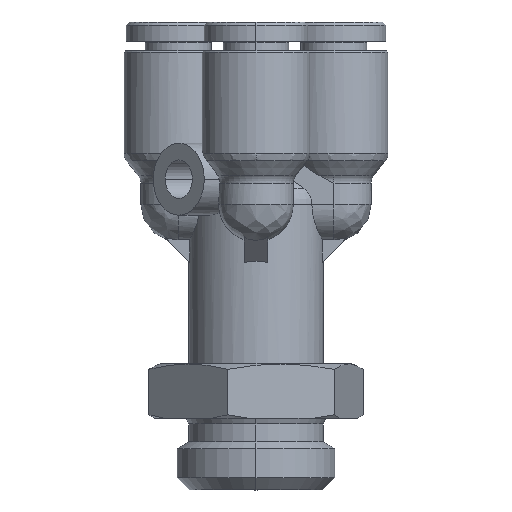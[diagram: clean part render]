
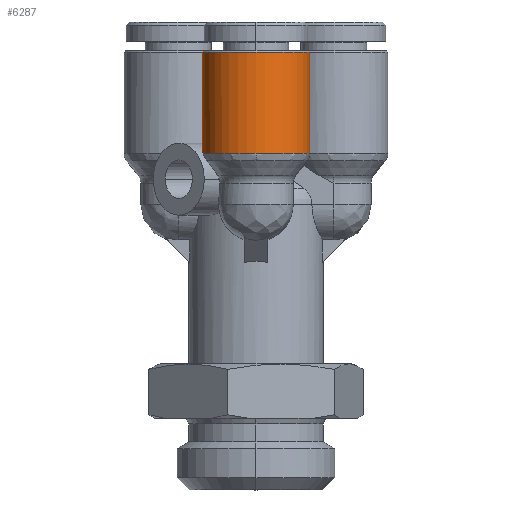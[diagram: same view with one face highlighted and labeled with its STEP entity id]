
A CAD part, left-side view. The second image highlights one B-rep face of the part: STEP entity #6287.
In plain terms, the highlighted cylindrical face has radius 4.5 mm (diameter 9 mm), a partial arc.
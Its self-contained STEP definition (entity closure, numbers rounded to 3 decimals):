
#202 = B_SPLINE_CURVE_WITH_KNOTS ( 'NONE', 3,
 ( #50651, #11106, #19896, #11271 ),
 .UNSPECIFIED., .F., .F.,
 ( 4, 4 ),
 ( 0., 0.001 ),
 .UNSPECIFIED. ) ;
#326 = EDGE_CURVE ( 'NONE', #56992, #10285, #45944, .T. ) ;
#3789 = VERTEX_POINT ( 'NONE', #7348 ) ;
#4702 = DIRECTION ( 'NONE',  ( 0., 1., 0. ) ) ;
#4733 = VERTEX_POINT ( 'NONE', #4776 ) ;
#4776 = CARTESIAN_POINT ( 'NONE',  ( -7.632, 0., -32.976 ) ) ;
#5159 = CARTESIAN_POINT ( 'NONE',  ( -2.682, 4.5, -28.476 ) ) ;
#6287 = ADVANCED_FACE ( 'NONE', ( #32578 ), #29822, .T. ) ;
#7005 = CIRCLE ( 'NONE', #11216, 4.5 ) ;
#7194 = DIRECTION ( 'NONE',  ( 1., 0., 0. ) ) ;
#7252 = VECTOR ( 'NONE', #21348, 1000. ) ;
#7348 = CARTESIAN_POINT ( 'NONE',  ( 0.322, 4.5, -28.476 ) ) ;
#8669 = CARTESIAN_POINT ( 'NONE',  ( 0.825, 0., -28.476 ) ) ;
#9142 = CARTESIAN_POINT ( 'NONE',  ( -7.632, 0., -28.476 ) ) ;
#10285 = VERTEX_POINT ( 'NONE', #55488 ) ;
#11106 = CARTESIAN_POINT ( 'NONE',  ( 0.606, 4.465, -29.096 ) ) ;
#11216 = AXIS2_PLACEMENT_3D ( 'NONE', #25925, #34618, #17463 ) ;
#11271 = CARTESIAN_POINT ( 'NONE',  ( 0.322, 4.5, -28.476 ) ) ;
#11366 = EDGE_CURVE ( 'NONE', #55592, #56992, #7005, .T. ) ;
#12076 = ORIENTED_EDGE ( 'NONE', *, *, #22324, .T. ) ;
#12534 = CARTESIAN_POINT ( 'NONE',  ( -7.632, 4.5, -28.476 ) ) ;
#13124 = DIRECTION ( 'NONE',  ( -1., 0., 0. ) ) ;
#13883 = EDGE_CURVE ( 'NONE', #28206, #3789, #54187, .T. ) ;
#13896 = EDGE_CURVE ( 'NONE', #27466, #4733, #16229, .T. ) ;
#15313 = AXIS2_PLACEMENT_3D ( 'NONE', #41431, #45515, #32685 ) ;
#16229 = CIRCLE ( 'NONE', #15313, 4.5 ) ;
#17463 = DIRECTION ( 'NONE',  ( 0., 1., 0. ) ) ;
#17483 = CARTESIAN_POINT ( 'NONE',  ( -2.682, -4.5, -28.476 ) ) ;
#17494 = AXIS2_PLACEMENT_3D ( 'NONE', #9142, #49269, #4702 ) ;
#18833 = ORIENTED_EDGE ( 'NONE', *, *, #11366, .T. ) ;
#19696 = VECTOR ( 'NONE', #36172, 1000. ) ;
#19896 = CARTESIAN_POINT ( 'NONE',  ( 0.444, 4.5, -28.798 ) ) ;
#21348 = DIRECTION ( 'NONE',  ( 1., 0., 0. ) ) ;
#21602 = CARTESIAN_POINT ( 'NONE',  ( 0.825, 4.413, -29.358 ) ) ;
#22324 = EDGE_CURVE ( 'NONE', #4733, #28206, #38910, .T. ) ;
#25675 = AXIS2_PLACEMENT_3D ( 'NONE', #8669, #13124, #30986 ) ;
#25925 = CARTESIAN_POINT ( 'NONE',  ( 0.825, 0., -28.476 ) ) ;
#27322 = EDGE_LOOP ( 'NONE', ( #30100, #30711, #12076, #36246, #38654, #18833, #53221 ) ) ;
#27466 = VERTEX_POINT ( 'NONE', #37813 ) ;
#28206 = VERTEX_POINT ( 'NONE', #12534 ) ;
#28940 = CARTESIAN_POINT ( 'NONE',  ( -2.682, 0., -28.476 ) ) ;
#29822 = CYLINDRICAL_SURFACE ( 'NONE', #52614, 4.5 ) ;
#30100 = ORIENTED_EDGE ( 'NONE', *, *, #52953, .F. ) ;
#30668 = LINE ( 'NONE', #17483, #7252 ) ;
#30711 = ORIENTED_EDGE ( 'NONE', *, *, #13896, .T. ) ;
#30986 = DIRECTION ( 'NONE',  ( 0., 1., 0. ) ) ;
#32578 = FACE_OUTER_BOUND ( 'NONE', #27322, .T. ) ;
#32685 = DIRECTION ( 'NONE',  ( 0., 1., 0. ) ) ;
#34618 = DIRECTION ( 'NONE',  ( -1., 0., 0. ) ) ;
#36172 = DIRECTION ( 'NONE',  ( 1., 0., 0. ) ) ;
#36246 = ORIENTED_EDGE ( 'NONE', *, *, #13883, .T. ) ;
#37813 = CARTESIAN_POINT ( 'NONE',  ( -7.632, -4.5, -28.476 ) ) ;
#38027 = DIRECTION ( 'NONE',  ( 0., 1., 0. ) ) ;
#38654 = ORIENTED_EDGE ( 'NONE', *, *, #40729, .F. ) ;
#38910 = CIRCLE ( 'NONE', #17494, 4.5 ) ;
#40729 = EDGE_CURVE ( 'NONE', #55592, #3789, #202, .T. ) ;
#41431 = CARTESIAN_POINT ( 'NONE',  ( -7.632, 0., -28.476 ) ) ;
#45515 = DIRECTION ( 'NONE',  ( 1., 0., 0. ) ) ;
#45944 = CIRCLE ( 'NONE', #25675, 4.5 ) ;
#49269 = DIRECTION ( 'NONE',  ( 1., 0., 0. ) ) ;
#50651 = CARTESIAN_POINT ( 'NONE',  ( 0.825, 4.413, -29.358 ) ) ;
#52614 = AXIS2_PLACEMENT_3D ( 'NONE', #28940, #7194, #38027 ) ;
#52953 = EDGE_CURVE ( 'NONE', #27466, #10285, #30668, .T. ) ;
#53221 = ORIENTED_EDGE ( 'NONE', *, *, #326, .T. ) ;
#54187 = LINE ( 'NONE', #5159, #19696 ) ;
#55488 = CARTESIAN_POINT ( 'NONE',  ( 0.825, -4.5, -28.476 ) ) ;
#55592 = VERTEX_POINT ( 'NONE', #21602 ) ;
#56992 = VERTEX_POINT ( 'NONE', #57052 ) ;
#57052 = CARTESIAN_POINT ( 'NONE',  ( 0.825, 0., -32.976 ) ) ;
